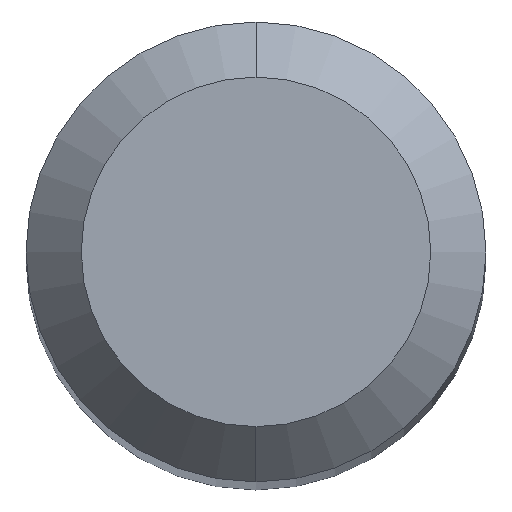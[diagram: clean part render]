
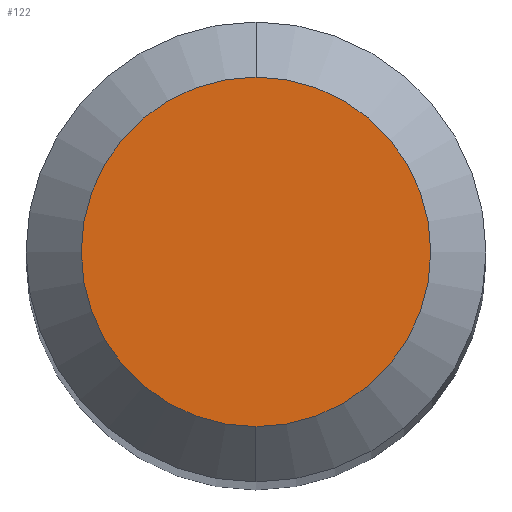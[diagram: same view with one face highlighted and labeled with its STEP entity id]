
A CAD part, top view. The second image highlights one B-rep face of the part: STEP entity #122.
In plain terms, the highlighted planar face has unit normal (0, 0, 1).
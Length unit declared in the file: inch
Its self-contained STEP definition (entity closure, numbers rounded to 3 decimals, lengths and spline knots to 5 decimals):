
#12 = CARTESIAN_POINT ( 'NONE',  ( 0., 0., 0. ) ) ;
#45 = DIRECTION ( 'NONE',  ( 0., 0., 1. ) ) ;
#80 = CARTESIAN_POINT ( 'NONE',  ( 0., 0., 0. ) ) ;
#114 = DIRECTION ( 'NONE',  ( 0., 0., -1. ) ) ;
#119 = CARTESIAN_POINT ( 'NONE',  ( 0., 0.0475, 0. ) ) ;
#122 = ADVANCED_FACE ( 'NONE', ( #249 ), #153, .F. ) ;
#153 = PLANE ( 'NONE',  #218 ) ;
#208 = DIRECTION ( 'NONE',  ( 0., -1., 0. ) ) ;
#218 = AXIS2_PLACEMENT_3D ( 'NONE', #119, #114, #479 ) ;
#229 = AXIS2_PLACEMENT_3D ( 'NONE', #80, #380, #358 ) ;
#249 = FACE_OUTER_BOUND ( 'NONE', #337, .T. ) ;
#328 = CARTESIAN_POINT ( 'NONE',  ( 0., -0.0475, 0. ) ) ;
#337 = EDGE_LOOP ( 'NONE', ( #378, #429 ) ) ;
#358 = DIRECTION ( 'NONE',  ( 0., -1., 0. ) ) ;
#378 = ORIENTED_EDGE ( 'NONE', *, *, #438, .T. ) ;
#380 = DIRECTION ( 'NONE',  ( 0., 0., 1. ) ) ;
#394 = CIRCLE ( 'NONE', #448, 0.0475 ) ;
#410 = CIRCLE ( 'NONE', #229, 0.0475 ) ;
#429 = ORIENTED_EDGE ( 'NONE', *, *, #484, .T. ) ;
#438 = EDGE_CURVE ( 'NONE', #467, #500, #410, .T. ) ;
#448 = AXIS2_PLACEMENT_3D ( 'NONE', #12, #45, #208 ) ;
#467 = VERTEX_POINT ( 'NONE', #486 ) ;
#479 = DIRECTION ( 'NONE',  ( 0., 1., 0. ) ) ;
#484 = EDGE_CURVE ( 'NONE', #500, #467, #394, .T. ) ;
#486 = CARTESIAN_POINT ( 'NONE',  ( 0., 0.0475, 0. ) ) ;
#500 = VERTEX_POINT ( 'NONE', #328 ) ;
